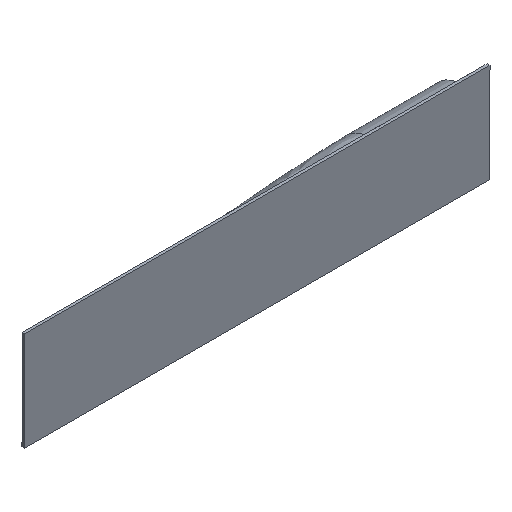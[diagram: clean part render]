
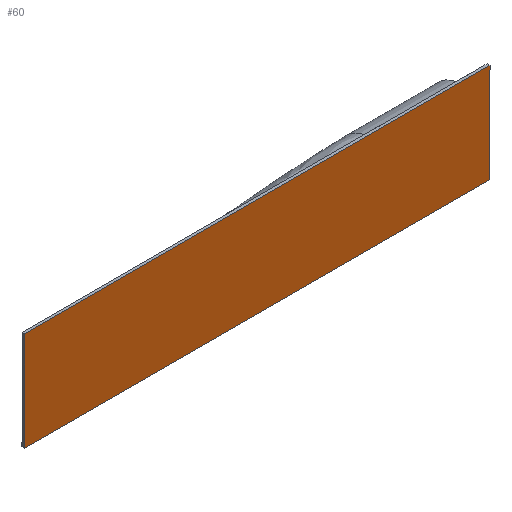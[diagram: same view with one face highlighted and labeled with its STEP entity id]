
A CAD part, isometric view. The second image highlights one B-rep face of the part: STEP entity #60.
In plain terms, the highlighted planar face has unit normal (0, -1, 0).
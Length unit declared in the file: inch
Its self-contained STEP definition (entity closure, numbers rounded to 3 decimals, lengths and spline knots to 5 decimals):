
#35 = DIRECTION ( 'NONE',  ( -1., 0., 0. ) ) ;
#60 = ADVANCED_FACE ( 'NONE', ( #1620 ), #1599, .T. ) ;
#94 = ORIENTED_EDGE ( 'NONE', *, *, #2172, .T. ) ;
#123 = VERTEX_POINT ( 'NONE', #1265 ) ;
#251 = VERTEX_POINT ( 'NONE', #2018 ) ;
#272 = LINE ( 'NONE', #628, #1598 ) ;
#317 = CARTESIAN_POINT ( 'NONE',  ( 2.3366, -0.61505, 4.27348 ) ) ;
#395 = CARTESIAN_POINT ( 'NONE',  ( 42.4539, -0.61505, 4.27348 ) ) ;
#444 = EDGE_CURVE ( 'NONE', #123, #753, #1594, .T. ) ;
#468 = VECTOR ( 'NONE', #1230, 39.37008 ) ;
#628 = CARTESIAN_POINT ( 'NONE',  ( 2.3366, -0.61505, 4.27348 ) ) ;
#629 = VECTOR ( 'NONE', #1847, 39.37008 ) ;
#753 = VERTEX_POINT ( 'NONE', #395 ) ;
#831 = LINE ( 'NONE', #1902, #468 ) ;
#833 = CARTESIAN_POINT ( 'NONE',  ( 42.4539, -0.61505, 4.27348 ) ) ;
#925 = DIRECTION ( 'NONE',  ( 0., -1., 0. ) ) ;
#1026 = EDGE_CURVE ( 'NONE', #753, #2237, #1541, .T. ) ;
#1114 = AXIS2_PLACEMENT_3D ( 'NONE', #2114, #925, #1933 ) ;
#1230 = DIRECTION ( 'NONE',  ( 1., 0., 0. ) ) ;
#1265 = CARTESIAN_POINT ( 'NONE',  ( 42.4539, -0.61505, -4.27348 ) ) ;
#1321 = ORIENTED_EDGE ( 'NONE', *, *, #444, .T. ) ;
#1486 = DIRECTION ( 'NONE',  ( 0., 0., -1. ) ) ;
#1541 = LINE ( 'NONE', #2209, #1592 ) ;
#1548 = EDGE_CURVE ( 'NONE', #2237, #251, #272, .T. ) ;
#1592 = VECTOR ( 'NONE', #35, 39.37008 ) ;
#1594 = LINE ( 'NONE', #833, #629 ) ;
#1598 = VECTOR ( 'NONE', #1486, 39.37008 ) ;
#1599 = PLANE ( 'NONE',  #1114 ) ;
#1620 = FACE_OUTER_BOUND ( 'NONE', #1882, .T. ) ;
#1654 = ORIENTED_EDGE ( 'NONE', *, *, #1548, .T. ) ;
#1847 = DIRECTION ( 'NONE',  ( 0., 0., 1. ) ) ;
#1882 = EDGE_LOOP ( 'NONE', ( #1654, #94, #1321, #2095 ) ) ;
#1902 = CARTESIAN_POINT ( 'NONE',  ( 2.3366, -0.61505, -4.27348 ) ) ;
#1933 = DIRECTION ( 'NONE',  ( 0., 0., -1. ) ) ;
#2018 = CARTESIAN_POINT ( 'NONE',  ( 2.3366, -0.61505, -4.27348 ) ) ;
#2095 = ORIENTED_EDGE ( 'NONE', *, *, #1026, .T. ) ;
#2114 = CARTESIAN_POINT ( 'NONE',  ( 0., -0.61505, 0. ) ) ;
#2172 = EDGE_CURVE ( 'NONE', #251, #123, #831, .T. ) ;
#2209 = CARTESIAN_POINT ( 'NONE',  ( 2.3366, -0.61505, 4.27348 ) ) ;
#2237 = VERTEX_POINT ( 'NONE', #317 ) ;
